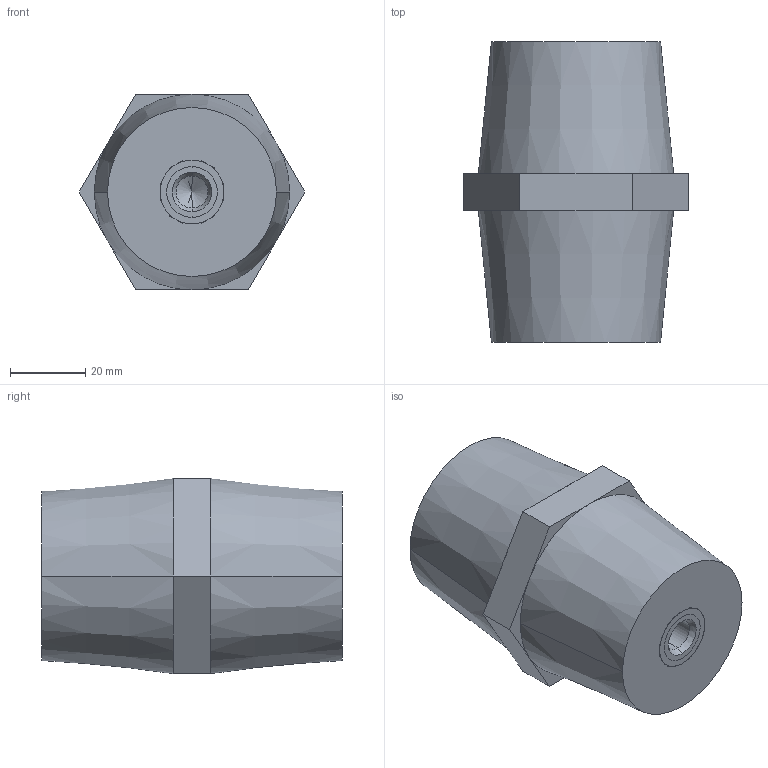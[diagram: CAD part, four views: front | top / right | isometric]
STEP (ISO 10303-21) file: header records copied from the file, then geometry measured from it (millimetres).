
FILE_DESCRIPTION (( 'STEP AP214' ), '1' );
FILE_NAME ('I80-M12.STEP', '2017-06-05T14:47:45', ( '' ), ( '' ), 'SwSTEP 2.0', 'SolidWorks 2017', '' );
FILE_SCHEMA (( 'AUTOMOTIVE_DESIGN' ));
Length unit declared in the file: millimetre
Products named in the file (4): I80-M12; PB1_0003; PB1_0002; PB1_0110(PB1_0111_12)
Assembly tree (5 placements, depth 2):
  I80-M12
    PB1_0110(PB1_0111_12)
    PB1_0002  x2
    PB1_0003  x2
Bounding box: 60.04 x 80 x 52 mm (x, y, z)
Volume: 155661.7 mm3; surface area: 26636.8 mm2
Topology: 5 solids, 5 shells, 238 faces, 542 edges, 324 vertices
Faces by surface type: plane 114, cone 104, cylinder 20
Entity records: 5115 total; most frequent: CARTESIAN_POINT 1421, ORIENTED_EDGE 740, DIRECTION 718, EDGE_CURVE 370, AXIS2_PLACEMENT_3D 274, VERTEX_POINT 226, EDGE_LOOP 174, VECTOR 170
